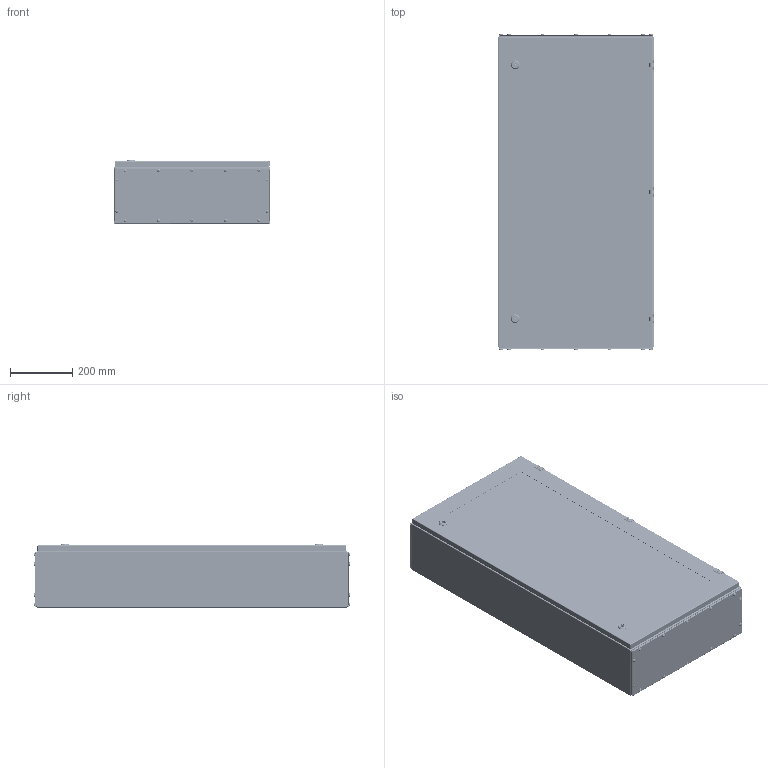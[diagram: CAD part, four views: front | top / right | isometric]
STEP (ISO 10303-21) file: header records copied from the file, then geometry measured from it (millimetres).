
FILE_DESCRIPTION (( 'STEP AP214' ), '1' );
FILE_NAME ('12.050.100.20.STEP', '2024-06-13T06:15:42', ( '' ), ( '' ), 'SwSTEP 2.0', 'SolidWorks 2021', '' );
FILE_SCHEMA (( 'AUTOMOTIVE_DESIGN' ));
Length unit declared in the file: millimetre
Products named in the file (30): 8SJ_MS705_0760.stp; Ïåðåìû÷êà êàðêàñà W500; 嵑謺麃 檐; Êàðêàñ øêàôà W500H1000D200; SW6X8.stp; 8SJ_MS705_0510.stp; 栺樏鋋 W500H1000; Çàêëåïêà ðåçüáîâàÿ Ì8 øåñòèãðàííàÿ ñ óìåíüøåííûì áîðòîì; Ïðîêëàäêà êðûøêè W500D200; 署赅 W500D200; Êîðïóñ øêàôà W500H1000D200; Âèíò DIN 967 Ì5õ16 ñ ïîëóêðóãëîé ãîëîâêîé ñ êðåñòîîáðàçíûì øëèöåì; Øïèëüêà ïðèâàðíàÿ Ì8õ25; Ãàñêåòèíã W500H1000; Øïèëüêà ïðèâàðíàÿ Ì6õ10; 8SJ_MS705_0010.stp; 8SJ_S1B_0001.stp; 12.050.100.20; 8SJ_MS705-1_0040.stp; Ãàéêà M8 DIN6923.step; ﾄ粢鮱 W500H1000; 砑鳧罻 W500; Ãàéêà M6 DIN6923.step; 砑鳧罻 H1000; Çàêëåïêà ðåçüáîâàÿ Ì5 øåñòèãðàííàÿ ñ óìåíüøåííûì áîðòîì; 417.510; Ñòåêëÿííàÿ äâåðü ÑÁ W500H1000; ﾇ瑟鶴 ﾀﾑ ms1000-3M.stp; Øïèëüêà ïðèâàðíàÿ Ì6õ15; Áîëò Ì6õ10 ñ øåñòèãðàííîé ãîëîâêîé ñ ïðåññøàéáîé
Assembly tree (137 placements, depth 4):
  12.050.100.20
    Êàðêàñ øêàôà W500H1000D200
      Êîðïóñ øêàôà W500H1000D200
      Ïåðåìû÷êà êàðêàñà W500  x2
      Øïèëüêà ïðèâàðíàÿ Ì6õ15  x8
      Øïèëüêà ïðèâàðíàÿ Ì8õ25  x6
    署赅 W500D200  x2
    Ïðîêëàäêà êðûøêè W500D200  x2
    Ñòåêëÿííàÿ äâåðü ÑÁ W500H1000
      ﾄ粢鮱 W500H1000
      Ãàñêåòèíã W500H1000
      ﾇ瑟鶴 ﾀﾑ ms1000-3M.stp  x2
        8SJ_MS705_0010.stp
        8SJ_MS705_0510.stp
        8SJ_MS705_0760.stp
        8SJ_S1B_0001.stp
        8SJ_MS705-1_0040.stp
        SW6X8.stp
      Øïèëüêà ïðèâàðíàÿ Ì6õ10  x12
      栺樏鋋 W500H1000
      Ãàéêà M6 DIN6923.step  x12
      砑鳧罻 H1000  x2
      砑鳧罻 W500  x2
    嵑謺麃 檐  x3
    Áîëò Ì6õ10 ñ øåñòèãðàííîé ãîëîâêîé ñ ïðåññøàéáîé  x3
    Çàêëåïêà ðåçüáîâàÿ Ì5 øåñòèãðàííàÿ ñ óìåíüøåííûì áîðòîì  x28
    Âèíò DIN 967 Ì5õ16 ñ ïîëóêðóãëîé ãîëîâêîé ñ êðåñòîîáðàçíûì øëèöåì  x28
    Çàêëåïêà ðåçüáîâàÿ Ì8 øåñòèãðàííàÿ ñ óìåíüøåííûì áîðòîì  x6
    417.510
    Ãàéêà M8 DIN6923.step  x6
Bounding box: 500 x 1015.11 x 204.65 mm (x, y, z)
Volume: 3977087.7 mm3; surface area: 4999276.4 mm2
Topology: 139 solids, 151 shells, 7243 faces, 18281 edges, 11401 vertices
Faces by surface type: plane 2950, cylinder 2447, bspline 742, cone 530, torus 406, sphere 168
Entity records: 92435 total; most frequent: CARTESIAN_POINT 44680, ORIENTED_EDGE 10158, DIRECTION 8604, EDGE_CURVE 5085, VERTEX_POINT 3137, AXIS2_PLACEMENT_3D 2894, VECTOR 2816, LINE 2816
